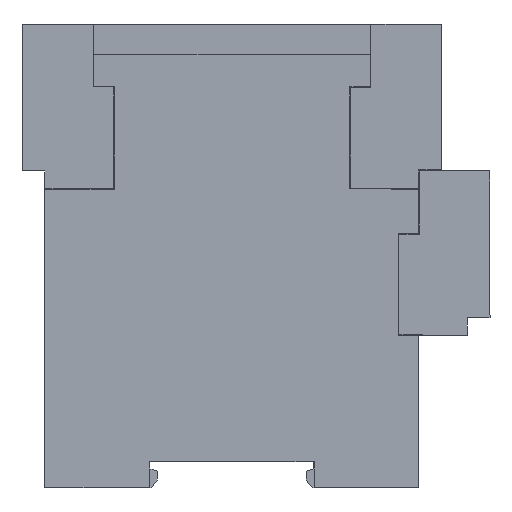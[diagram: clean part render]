
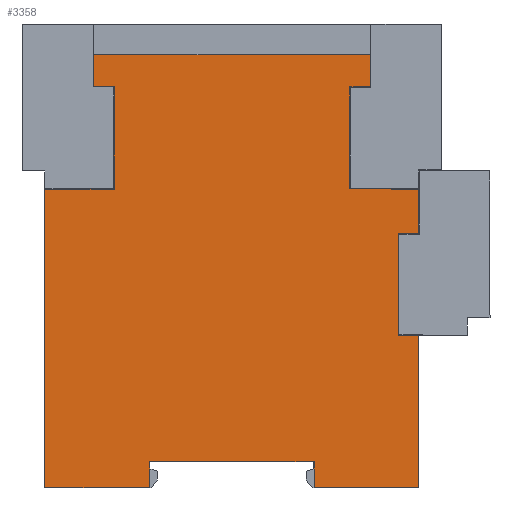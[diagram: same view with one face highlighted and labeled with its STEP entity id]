
A CAD part, left-side view. The second image highlights one B-rep face of the part: STEP entity #3358.
In plain terms, the highlighted planar face has unit normal (-1, 0, 0).
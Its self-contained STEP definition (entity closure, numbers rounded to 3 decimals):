
#3358=ADVANCED_FACE('NONE',(#4218),#3822,.T.);
#3822=PLANE('',#12094);
#4218=FACE_OUTER_BOUND('',#4688,.T.);
#4688=EDGE_LOOP('',(#5789,#5790,#5791,#5792,#5793,#5794,#5795,#5796,#5797,
#5798,#5799,#5800,#5801,#5802,#5803,#5804,#5805,#5806,#5807,#5808));
#5789=ORIENTED_EDGE('',*,*,#8953,.T.);
#5790=ORIENTED_EDGE('',*,*,#8954,.T.);
#5791=ORIENTED_EDGE('',*,*,#8955,.T.);
#5792=ORIENTED_EDGE('',*,*,#8956,.T.);
#5793=ORIENTED_EDGE('',*,*,#8957,.T.);
#5794=ORIENTED_EDGE('',*,*,#8958,.T.);
#5795=ORIENTED_EDGE('',*,*,#8959,.F.);
#5796=ORIENTED_EDGE('',*,*,#8960,.F.);
#5797=ORIENTED_EDGE('',*,*,#8961,.F.);
#5798=ORIENTED_EDGE('',*,*,#8962,.F.);
#5799=ORIENTED_EDGE('',*,*,#8963,.T.);
#5800=ORIENTED_EDGE('',*,*,#8950,.T.);
#5801=ORIENTED_EDGE('',*,*,#8734,.T.);
#5802=ORIENTED_EDGE('',*,*,#8788,.T.);
#5803=ORIENTED_EDGE('',*,*,#8736,.F.);
#5804=ORIENTED_EDGE('',*,*,#8797,.T.);
#5805=ORIENTED_EDGE('',*,*,#8964,.T.);
#5806=ORIENTED_EDGE('',*,*,#8965,.T.);
#5807=ORIENTED_EDGE('',*,*,#8966,.T.);
#5808=ORIENTED_EDGE('',*,*,#8967,.T.);
#7807=VERTEX_POINT('',#14988);
#7808=VERTEX_POINT('',#14990);
#7809=VERTEX_POINT('',#14994);
#7810=VERTEX_POINT('',#14995);
#7848=VERTEX_POINT('',#15114);
#7965=VERTEX_POINT('',#15430);
#7967=VERTEX_POINT('',#15436);
#7968=VERTEX_POINT('',#15437);
#7969=VERTEX_POINT('',#15439);
#7970=VERTEX_POINT('',#15441);
#7971=VERTEX_POINT('',#15443);
#7972=VERTEX_POINT('',#15445);
#7973=VERTEX_POINT('',#15447);
#7974=VERTEX_POINT('',#15449);
#7975=VERTEX_POINT('',#15451);
#7976=VERTEX_POINT('',#15453);
#7977=VERTEX_POINT('',#15455);
#7978=VERTEX_POINT('',#15458);
#7979=VERTEX_POINT('',#15460);
#7980=VERTEX_POINT('',#15462);
#8734=EDGE_CURVE('NONE',#7808,#7807,#10020,.T.);
#8736=EDGE_CURVE('NONE',#7809,#7810,#10022,.T.);
#8788=EDGE_CURVE('NONE',#7807,#7810,#10068,.T.);
#8797=EDGE_CURVE('NONE',#7809,#7848,#10077,.T.);
#8950=EDGE_CURVE('NONE',#7965,#7808,#10218,.T.);
#8953=EDGE_CURVE('NONE',#7967,#7968,#10221,.T.);
#8954=EDGE_CURVE('NONE',#7968,#7969,#10222,.T.);
#8955=EDGE_CURVE('NONE',#7969,#7970,#10223,.T.);
#8956=EDGE_CURVE('NONE',#7970,#7971,#10224,.T.);
#8957=EDGE_CURVE('NONE',#7971,#7972,#10225,.T.);
#8958=EDGE_CURVE('NONE',#7972,#7973,#10226,.T.);
#8959=EDGE_CURVE('NONE',#7974,#7973,#10227,.T.);
#8960=EDGE_CURVE('NONE',#7975,#7974,#10228,.T.);
#8961=EDGE_CURVE('NONE',#7976,#7975,#10229,.T.);
#8962=EDGE_CURVE('NONE',#7977,#7976,#10230,.T.);
#8963=EDGE_CURVE('NONE',#7977,#7965,#10231,.T.);
#8964=EDGE_CURVE('NONE',#7848,#7978,#10232,.T.);
#8965=EDGE_CURVE('NONE',#7978,#7979,#10233,.T.);
#8966=EDGE_CURVE('NONE',#7979,#7980,#10234,.T.);
#8967=EDGE_CURVE('NONE',#7980,#7967,#10235,.T.);
#10020=LINE('',#14989,#11070);
#10022=LINE('',#14993,#11072);
#10068=LINE('',#15098,#11118);
#10077=LINE('',#15115,#11127);
#10218=LINE('',#15429,#11268);
#10221=LINE('',#15435,#11271);
#10222=LINE('',#15438,#11272);
#10223=LINE('',#15440,#11273);
#10224=LINE('',#15442,#11274);
#10225=LINE('',#15444,#11275);
#10226=LINE('',#15446,#11276);
#10227=LINE('',#15448,#11277);
#10228=LINE('',#15450,#11278);
#10229=LINE('',#15452,#11279);
#10230=LINE('',#15454,#11280);
#10231=LINE('',#15456,#11281);
#10232=LINE('',#15457,#11282);
#10233=LINE('',#15459,#11283);
#10234=LINE('',#15461,#11284);
#10235=LINE('',#15463,#11285);
#11070=VECTOR('',#12831,1.);
#11072=VECTOR('',#12835,1.);
#11118=VECTOR('',#12931,1.);
#11127=VECTOR('',#12944,1.);
#11268=VECTOR('',#13199,1.);
#11271=VECTOR('',#13204,1.);
#11272=VECTOR('',#13205,1.);
#11273=VECTOR('',#13206,1.);
#11274=VECTOR('',#13207,1.);
#11275=VECTOR('',#13208,1.);
#11276=VECTOR('',#13209,1.);
#11277=VECTOR('',#13210,1.);
#11278=VECTOR('',#13211,1.);
#11279=VECTOR('',#13212,1.);
#11280=VECTOR('',#13213,1.);
#11281=VECTOR('',#13214,1.);
#11282=VECTOR('',#13215,1.);
#11283=VECTOR('',#13216,1.);
#11284=VECTOR('',#13217,1.);
#11285=VECTOR('',#13218,1.);
#12094=AXIS2_PLACEMENT_3D('',#15464,#13219,#13220);
#12831=DIRECTION('',(0.,0.,1.));
#12835=DIRECTION('',(0.,0.,1.));
#12931=DIRECTION('',(0.,-1.,0.));
#12944=DIRECTION('',(0.,-1.,0.));
#13199=DIRECTION('',(0.,-1.,0.));
#13204=DIRECTION('',(0.,0.,1.));
#13205=DIRECTION('',(0.,1.,0.005));
#13206=DIRECTION('',(0.,0.,1.));
#13207=DIRECTION('',(0.,-1.,0.));
#13208=DIRECTION('',(0.,0.,1.));
#13209=DIRECTION('',(0.,1.,0.));
#13210=DIRECTION('',(0.,0.,1.));
#13211=DIRECTION('',(0.,1.,0.));
#13212=DIRECTION('',(0.,0.,1.));
#13213=DIRECTION('',(0.,-1.,0.));
#13214=DIRECTION('',(0.,0.,-1.));
#13215=DIRECTION('',(0.,0.,1.));
#13216=DIRECTION('',(0.,1.,0.));
#13217=DIRECTION('',(0.,0.,1.));
#13218=DIRECTION('',(0.,-1.,0.));
#13219=DIRECTION('',(-1.,0.,0.));
#13220=DIRECTION('',(0.,1.,0.));
#14988=CARTESIAN_POINT('',(0.,66.85,5.1));
#14989=CARTESIAN_POINT('',(0.,66.85,-4.9));
#14990=CARTESIAN_POINT('',(0.,66.85,0.));
#14993=CARTESIAN_POINT('',(0.,34.55,-4.9));
#14994=CARTESIAN_POINT('',(0.,34.55,0.));
#14995=CARTESIAN_POINT('',(0.,34.55,5.1));
#15098=CARTESIAN_POINT('',(0.,42.5,5.1));
#15114=CARTESIAN_POINT('',(0.,13.95,0.));
#15115=CARTESIAN_POINT('',(0.,42.5,0.));
#15429=CARTESIAN_POINT('',(0.,42.5,0.));
#15430=CARTESIAN_POINT('',(0.,87.45,0.));
#15435=CARTESIAN_POINT('',(0.,14.,49.9));
#15436=CARTESIAN_POINT('',(0.,14.,49.9));
#15437=CARTESIAN_POINT('',(0.,14.,58.627));
#15438=CARTESIAN_POINT('',(0.,14.,58.627));
#15439=CARTESIAN_POINT('',(0.,27.5,58.7));
#15440=CARTESIAN_POINT('',(0.,27.5,58.7));
#15441=CARTESIAN_POINT('',(0.,27.5,78.7));
#15442=CARTESIAN_POINT('',(0.,27.5,78.7));
#15443=CARTESIAN_POINT('',(0.,23.5,78.7));
#15444=CARTESIAN_POINT('',(0.,23.5,78.7));
#15445=CARTESIAN_POINT('',(0.,23.5,85.));
#15446=CARTESIAN_POINT('',(0.,42.5,85.));
#15447=CARTESIAN_POINT('',(0.,77.8,85.));
#15448=CARTESIAN_POINT('',(0.,77.8,78.7));
#15449=CARTESIAN_POINT('',(0.,77.8,78.8));
#15450=CARTESIAN_POINT('',(0.,73.9,78.8));
#15451=CARTESIAN_POINT('',(0.,73.8,78.8));
#15452=CARTESIAN_POINT('',(0.,73.8,58.7));
#15453=CARTESIAN_POINT('',(0.,73.8,58.6));
#15454=CARTESIAN_POINT('',(0.,87.45,58.6));
#15455=CARTESIAN_POINT('',(0.,87.45,58.6));
#15456=CARTESIAN_POINT('',(0.,87.45,92.115));
#15457=CARTESIAN_POINT('',(0.,13.95,92.115));
#15458=CARTESIAN_POINT('',(0.,13.95,29.9));
#15459=CARTESIAN_POINT('',(0.,13.2,29.9));
#15460=CARTESIAN_POINT('',(0.,18.,29.9));
#15461=CARTESIAN_POINT('',(0.,18.,29.9));
#15462=CARTESIAN_POINT('',(0.,18.,49.9));
#15463=CARTESIAN_POINT('',(0.,18.,49.9));
#15464=CARTESIAN_POINT('',(0.,42.5,92.115));
